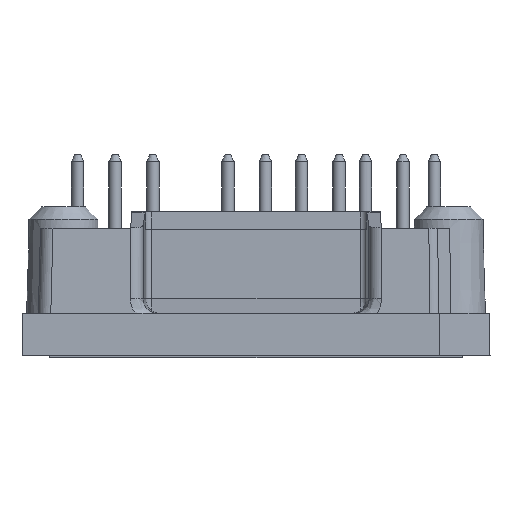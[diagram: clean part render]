
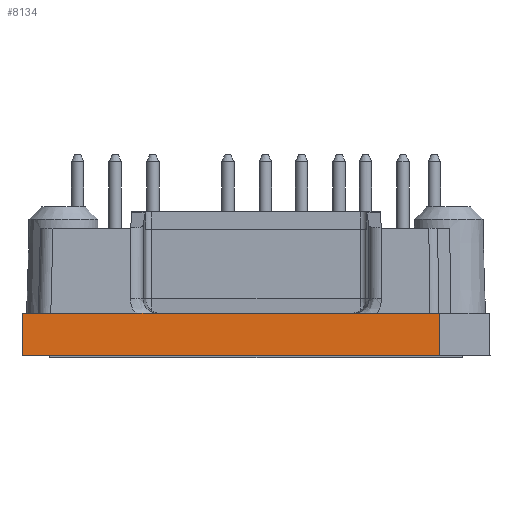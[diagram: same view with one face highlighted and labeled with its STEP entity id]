
A CAD part, left-side view. The second image highlights one B-rep face of the part: STEP entity #8134.
In plain terms, the highlighted planar face has unit normal (-1, 0, 0.018).
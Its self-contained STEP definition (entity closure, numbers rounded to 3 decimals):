
#1934=ORIENTED_EDGE('',*,*,#3659,.T.);
#1935=ORIENTED_EDGE('',*,*,#3660,.F.);
#1936=ORIENTED_EDGE('',*,*,#3657,.T.);
#1937=ORIENTED_EDGE('',*,*,#3610,.T.);
#3610=EDGE_CURVE('',#4549,#4553,#5271,.F.);
#3657=EDGE_CURVE('',#4594,#4549,#5310,.T.);
#3659=EDGE_CURVE('',#4553,#4595,#5312,.F.);
#3660=EDGE_CURVE('',#4594,#4595,#5313,.F.);
#4549=VERTEX_POINT('',#16925);
#4553=VERTEX_POINT('',#16933);
#4594=VERTEX_POINT('',#17029);
#4595=VERTEX_POINT('',#17033);
#5271=LINE('',#16934,#5908);
#5310=LINE('',#17028,#5947);
#5312=LINE('',#17032,#5949);
#5313=LINE('',#17034,#5950);
#5908=VECTOR('',#12644,1000.);
#5947=VECTOR('',#12713,1000.);
#5949=VECTOR('',#12717,1000.);
#5950=VECTOR('',#12718,1000.);
#6418=EDGE_LOOP('',(#1934,#1935,#1936,#1937));
#7155=FACE_BOUND('',#6418,.T.);
#7734=PLANE('',#11239);
#8134=ADVANCED_FACE('',(#7155),#7734,.T.);
#11239=AXIS2_PLACEMENT_3D('',#17031,#12715,#12716);
#12644=DIRECTION('',(0.,1.,0.));
#12713=DIRECTION('',(-0.017,0.017,-1.));
#12715=DIRECTION('',(-1.,0.,0.017));
#12716=DIRECTION('',(0.017,0.,1.));
#12717=DIRECTION('',(-0.017,-0.007,-1.));
#12718=DIRECTION('',(0.,1.,0.));
#16925=CARTESIAN_POINT('',(-41.,18.7,0.));
#16933=CARTESIAN_POINT('',(-41.,-14.7,0.));
#16934=CARTESIAN_POINT('',(-41.,0.,0.));
#17028=CARTESIAN_POINT('',(-40.994,18.694,0.326));
#17029=CARTESIAN_POINT('',(-40.941,18.641,3.4));
#17031=CARTESIAN_POINT('',(-41.,0.,0.));
#17032=CARTESIAN_POINT('',(-40.998,-14.699,0.134));
#17033=CARTESIAN_POINT('',(-40.941,-14.675,3.4));
#17034=CARTESIAN_POINT('',(-40.941,0.,3.4));
